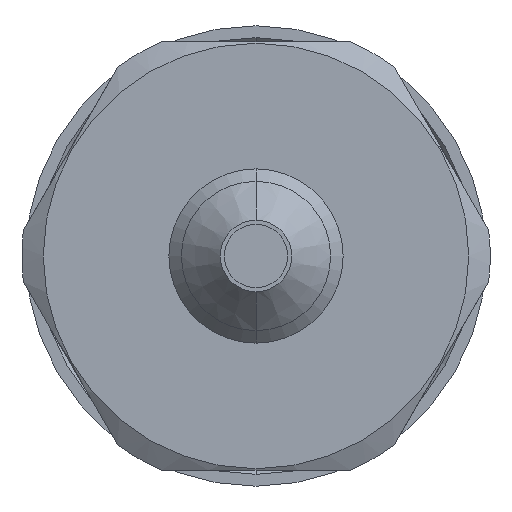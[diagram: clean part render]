
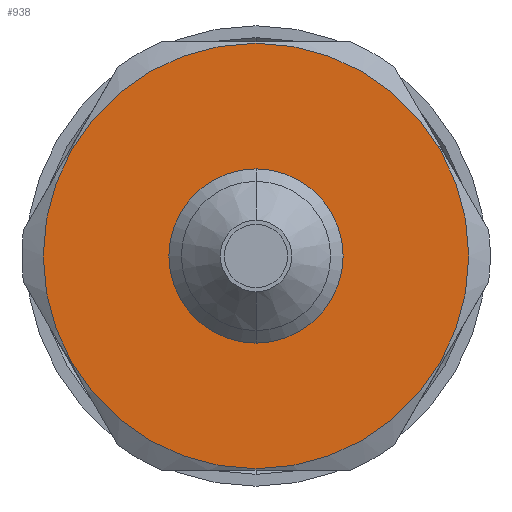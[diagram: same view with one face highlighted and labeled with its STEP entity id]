
A CAD part, front view. The second image highlights one B-rep face of the part: STEP entity #938.
In plain terms, the highlighted planar face has unit normal (0, -1, 0).
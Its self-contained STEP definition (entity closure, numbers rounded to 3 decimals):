
#59 = DIRECTION ( 'NONE',  ( 0., -1., 0. ) ) ;
#327 = DIRECTION ( 'NONE',  ( 0., -1., 0. ) ) ;
#350 = VERTEX_POINT ( 'NONE', #5939 ) ;
#398 = DIRECTION ( 'NONE',  ( 0., 0., -1. ) ) ;
#612 = EDGE_CURVE ( 'NONE', #9963, #350, #994, .T. ) ;
#713 = EDGE_CURVE ( 'NONE', #4203, #3690, #1625, .T. ) ;
#938 = ADVANCED_FACE ( 'NONE', ( #8443, #4594 ), #8115, .T. ) ;
#994 = CIRCLE ( 'NONE', #4128, 5.488 ) ;
#1516 = CARTESIAN_POINT ( 'NONE',  ( 0., 14., 0. ) ) ;
#1625 = CIRCLE ( 'NONE', #2342, 13.4 ) ;
#1635 = AXIS2_PLACEMENT_3D ( 'NONE', #7349, #7377, #7419 ) ;
#1788 = EDGE_CURVE ( 'NONE', #3690, #4203, #6770, .T. ) ;
#2199 = EDGE_CURVE ( 'NONE', #350, #9963, #8664, .T. ) ;
#2342 = AXIS2_PLACEMENT_3D ( 'NONE', #2607, #2529, #2567 ) ;
#2529 = DIRECTION ( 'NONE',  ( 0., -1., 0. ) ) ;
#2531 = ORIENTED_EDGE ( 'NONE', *, *, #2199, .F. ) ;
#2567 = DIRECTION ( 'NONE',  ( 0., 0., -1. ) ) ;
#2607 = CARTESIAN_POINT ( 'NONE',  ( 0., 14., 0. ) ) ;
#2986 = CARTESIAN_POINT ( 'NONE',  ( 0., 14., -13.4 ) ) ;
#3213 = AXIS2_PLACEMENT_3D ( 'NONE', #7146, #59, #8619 ) ;
#3281 = CARTESIAN_POINT ( 'NONE',  ( 0., 14., -5.488 ) ) ;
#3690 = VERTEX_POINT ( 'NONE', #2986 ) ;
#3924 = CARTESIAN_POINT ( 'NONE',  ( 0., 14., 0. ) ) ;
#3963 = DIRECTION ( 'NONE',  ( 0., -1., 0. ) ) ;
#4024 = DIRECTION ( 'NONE',  ( 0., 0., -1. ) ) ;
#4128 = AXIS2_PLACEMENT_3D ( 'NONE', #3924, #3963, #4024 ) ;
#4203 = VERTEX_POINT ( 'NONE', #9561 ) ;
#4594 = FACE_BOUND ( 'NONE', #7465, .T. ) ;
#5939 = CARTESIAN_POINT ( 'NONE',  ( 0., 14., 5.488 ) ) ;
#6187 = AXIS2_PLACEMENT_3D ( 'NONE', #1516, #327, #398 ) ;
#6754 = EDGE_LOOP ( 'NONE', ( #7181, #9968 ) ) ;
#6770 = CIRCLE ( 'NONE', #1635, 13.4 ) ;
#7146 = CARTESIAN_POINT ( 'NONE',  ( 13.4, 14., 0. ) ) ;
#7181 = ORIENTED_EDGE ( 'NONE', *, *, #713, .T. ) ;
#7349 = CARTESIAN_POINT ( 'NONE',  ( 0., 14., 0. ) ) ;
#7377 = DIRECTION ( 'NONE',  ( 0., -1., 0. ) ) ;
#7419 = DIRECTION ( 'NONE',  ( 0., 0., -1. ) ) ;
#7465 = EDGE_LOOP ( 'NONE', ( #7751, #2531 ) ) ;
#7751 = ORIENTED_EDGE ( 'NONE', *, *, #612, .F. ) ;
#8115 = PLANE ( 'NONE',  #3213 ) ;
#8443 = FACE_OUTER_BOUND ( 'NONE', #6754, .T. ) ;
#8619 = DIRECTION ( 'NONE',  ( 0., 0., -1. ) ) ;
#8664 = CIRCLE ( 'NONE', #6187, 5.488 ) ;
#9561 = CARTESIAN_POINT ( 'NONE',  ( 0., 14., 13.4 ) ) ;
#9963 = VERTEX_POINT ( 'NONE', #3281 ) ;
#9968 = ORIENTED_EDGE ( 'NONE', *, *, #1788, .T. ) ;
